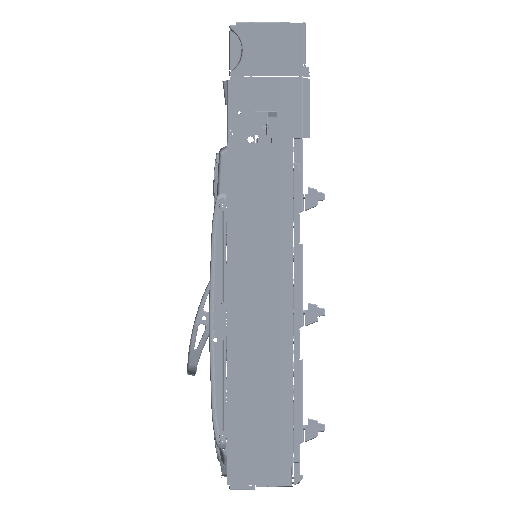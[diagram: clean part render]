
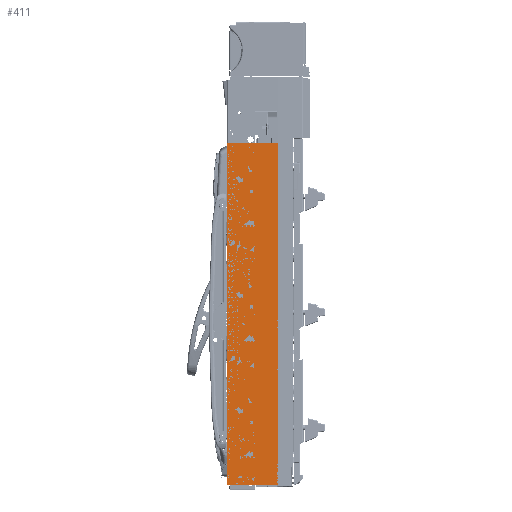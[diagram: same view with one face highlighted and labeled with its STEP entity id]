
A CAD part, left-side view. The second image highlights one B-rep face of the part: STEP entity #411.
In plain terms, the highlighted planar face has unit normal (-1, 0, 0).
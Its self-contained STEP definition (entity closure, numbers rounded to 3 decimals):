
#268=DIRECTION('',(0.,0.,1.));
#269=VECTOR('',#268,547.483);
#270=CARTESIAN_POINT('',(-99.715,623.085,-440.219));
#271=LINE('',#270,#269);
#272=DIRECTION('',(0.,-1.,0.));
#273=VECTOR('',#272,81.026);
#274=CARTESIAN_POINT('',(-99.715,623.085,107.264));
#275=LINE('',#274,#273);
#276=DIRECTION('',(0.,0.,-1.));
#277=VECTOR('',#276,547.483);
#278=CARTESIAN_POINT('',(-99.715,542.059,107.264));
#279=LINE('',#278,#277);
#280=DIRECTION('',(0.,1.,0.));
#281=VECTOR('',#280,81.026);
#282=CARTESIAN_POINT('',(-99.715,542.059,-440.219));
#283=LINE('',#282,#281);
#292=CARTESIAN_POINT('',(-99.715,623.085,-440.219));
#293=CARTESIAN_POINT('',(-99.715,623.085,107.264));
#294=VERTEX_POINT('',#292);
#295=VERTEX_POINT('',#293);
#296=CARTESIAN_POINT('',(-99.715,542.059,107.264));
#297=VERTEX_POINT('',#296);
#298=CARTESIAN_POINT('',(-99.715,542.059,-440.219));
#299=VERTEX_POINT('',#298);
#400=CARTESIAN_POINT('',(-99.715,556.196,218.781));
#401=DIRECTION('',(1.,0.,0.));
#402=DIRECTION('',(0.,0.,-1.));
#403=AXIS2_PLACEMENT_3D('',#400,#401,#402);
#404=PLANE('',#403);
#405=ORIENTED_EDGE('',*,*,#331,.T.);
#406=ORIENTED_EDGE('',*,*,#353,.T.);
#407=ORIENTED_EDGE('',*,*,#374,.T.);
#408=ORIENTED_EDGE('',*,*,#387,.T.);
#409=EDGE_LOOP('',(#405,#406,#407,#408));
#410=FACE_OUTER_BOUND('',#409,.F.);
#331=EDGE_CURVE('',#294,#295,#271,.T.);
#353=EDGE_CURVE('',#295,#297,#275,.T.);
#374=EDGE_CURVE('',#297,#299,#279,.T.);
#387=EDGE_CURVE('',#299,#294,#283,.T.);
#411=ADVANCED_FACE('',(#410),#404,.F.);
